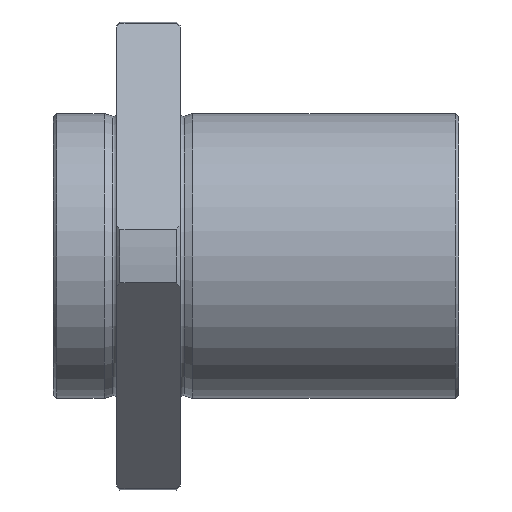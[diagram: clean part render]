
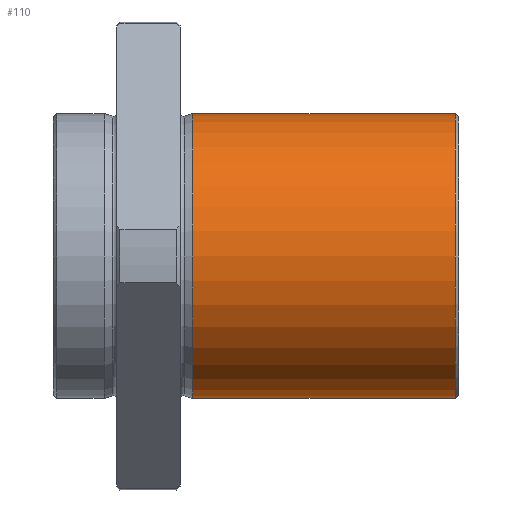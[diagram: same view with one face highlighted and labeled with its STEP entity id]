
A CAD part, front view. The second image highlights one B-rep face of the part: STEP entity #110.
In plain terms, the highlighted cylindrical face has radius 22.5 mm (diameter 45 mm), a full revolution.
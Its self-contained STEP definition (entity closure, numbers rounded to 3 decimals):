
#110 = ADVANCED_FACE( '', ( #244, #245 ), #246, .T. );
#244 = FACE_OUTER_BOUND( '', #422, .T. );
#245 = FACE_OUTER_BOUND( '', #423, .T. );
#246 = CYLINDRICAL_SURFACE( '', #424, 22.5 );
#422 = EDGE_LOOP( '', ( #617 ) );
#423 = EDGE_LOOP( '', ( #618 ) );
#424 = AXIS2_PLACEMENT_3D( '', #619, #620, #621 );
#617 = ORIENTED_EDGE( '', *, *, #914, .T. );
#618 = ORIENTED_EDGE( '', *, *, #896, .F. );
#619 = CARTESIAN_POINT( '', ( 64., 0., 0. ) );
#620 = DIRECTION( '', ( -1., 0., 0. ) );
#621 = DIRECTION( '', ( 0., 0., -1. ) );
#896 = EDGE_CURVE( '', #1029, #1029, #1030, .T. );
#914 = EDGE_CURVE( '', #1059, #1059, #1060, .T. );
#1029 = VERTEX_POINT( '', #1224 );
#1030 = CIRCLE( '', #1225, 22.5 );
#1059 = VERTEX_POINT( '', #1260 );
#1060 = CIRCLE( '', #1261, 22.5 );
#1224 = CARTESIAN_POINT( '', ( 63.5, 0., -22.5 ) );
#1225 = AXIS2_PLACEMENT_3D( '', #1454, #1455, #1456 );
#1260 = CARTESIAN_POINT( '', ( 22., 0., -22.5 ) );
#1261 = AXIS2_PLACEMENT_3D( '', #1484, #1485, #1486 );
#1454 = CARTESIAN_POINT( '', ( 63.5, 0., 0. ) );
#1455 = DIRECTION( '', ( 1., 0., 0. ) );
#1456 = DIRECTION( '', ( 0., 0., -1. ) );
#1484 = CARTESIAN_POINT( '', ( 22., 0., 0. ) );
#1485 = DIRECTION( '', ( 1., 0., 0. ) );
#1486 = DIRECTION( '', ( 0., 0., -1. ) );
